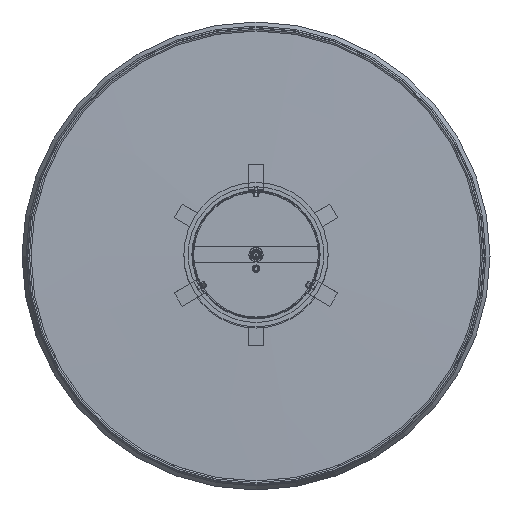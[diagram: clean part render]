
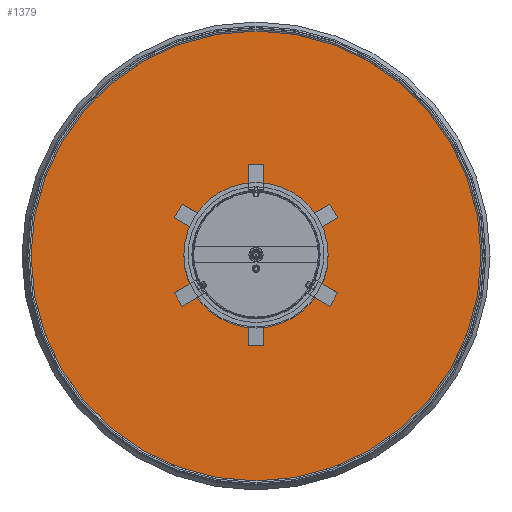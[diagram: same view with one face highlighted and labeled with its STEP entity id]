
A CAD part, top view. The second image highlights one B-rep face of the part: STEP entity #1379.
In plain terms, the highlighted conical face has half-angle 89.137 degrees and reference radius 288.47 mm.
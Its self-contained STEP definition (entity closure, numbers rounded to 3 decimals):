
#1379 = ADVANCED_FACE( '', ( #3545, #3546 ), #3547, .T. );
#3545 = FACE_BOUND( '', #8996, .T. );
#3546 = FACE_OUTER_BOUND( '', #8997, .T. );
#3547 = CONICAL_SURFACE( '', #8998, 288.47, 1.556 );
#8996 = EDGE_LOOP( '', ( #13932 ) );
#8997 = EDGE_LOOP( '', ( #13933 ) );
#8998 = AXIS2_PLACEMENT_3D( '', #13934, #13935, #13936 );
#13932 = ORIENTED_EDGE( '', *, *, #20146, .T. );
#13933 = ORIENTED_EDGE( '', *, *, #20147, .T. );
#13934 = CARTESIAN_POINT( '', ( 0., 0., 2. ) );
#13935 = DIRECTION( '', ( 0., 0., -1. ) );
#13936 = DIRECTION( '', ( -1., 0., 0. ) );
#20146 = EDGE_CURVE( '', #23708, #23708, #23709, .T. );
#20147 = EDGE_CURVE( '', #23710, #23710, #23711, .T. );
#23708 = VERTEX_POINT( '', #30577 );
#23709 = CIRCLE( '', #30578, 25.59 );
#23710 = VERTEX_POINT( '', #30579 );
#23711 = CIRCLE( '', #30580, 288.47 );
#30577 = CARTESIAN_POINT( '', ( -25.59, 0., 5.96 ) );
#30578 = AXIS2_PLACEMENT_3D( '', #35454, #35455, #35456 );
#30579 = CARTESIAN_POINT( '', ( 288.47, 0., 2. ) );
#30580 = AXIS2_PLACEMENT_3D( '', #35457, #35458, #35459 );
#35454 = CARTESIAN_POINT( '', ( 0., 0., 5.96 ) );
#35455 = DIRECTION( '', ( 0., 0., -1. ) );
#35456 = DIRECTION( '', ( -1., 0., 0. ) );
#35457 = CARTESIAN_POINT( '', ( 0., 0., 2. ) );
#35458 = DIRECTION( '', ( 0., 0., 1. ) );
#35459 = DIRECTION( '', ( 1., 0., 0. ) );
